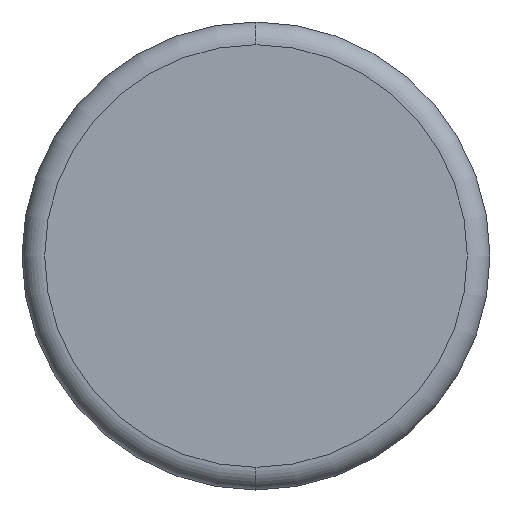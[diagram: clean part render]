
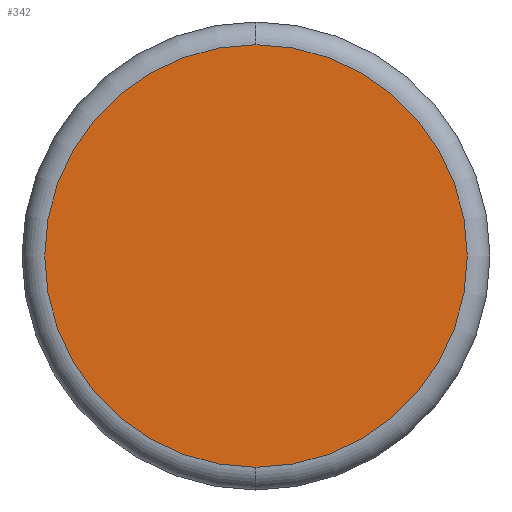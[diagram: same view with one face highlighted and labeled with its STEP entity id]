
A CAD part, left-side view. The second image highlights one B-rep face of the part: STEP entity #342.
In plain terms, the highlighted planar face has unit normal (-1, 0, 0).
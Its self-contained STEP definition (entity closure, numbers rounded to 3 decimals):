
#262=CARTESIAN_POINT('',(-19.0,0.0,9.8));
#263=VERTEX_POINT('',#262);
#271=CARTESIAN_POINT('',(-19.0,0.,0.5));
#272=VERTEX_POINT('',#271);
#273=CARTESIAN_POINT('',(-19.0,0.0,5.15));
#274=DIRECTION('',(1.0,0.0,0.0));
#275=DIRECTION('',(0.0,0.0,1.0));
#276=AXIS2_PLACEMENT_3D('',#273,#274,#275);
#277=CIRCLE('',#276,4.65);
#278=EDGE_CURVE('',#263,#272,#277,.T.);
#305=CARTESIAN_POINT('',(-19.0,0.0,5.15));
#306=DIRECTION('',(1.0,0.0,0.0));
#307=DIRECTION('',(0.0,0.0,1.0));
#308=AXIS2_PLACEMENT_3D('',#305,#306,#307);
#309=CIRCLE('',#308,4.65);
#310=EDGE_CURVE('',#272,#263,#309,.T.);
#333=CARTESIAN_POINT('',(-19.0,0.0,5.15));
#334=DIRECTION('',(-1.0,0.0,0.0));
#335=DIRECTION('',(0.0,0.0,1.0));
#336=AXIS2_PLACEMENT_3D('',#333,#334,#335);
#337=PLANE('',#336);
#338=ORIENTED_EDGE('',*,*,#310,.F.);
#339=ORIENTED_EDGE('',*,*,#278,.F.);
#340=EDGE_LOOP('',(#338,#339));
#341=FACE_OUTER_BOUND('',#340,.T.);
#342=ADVANCED_FACE('',(#341),#337,.T.);
